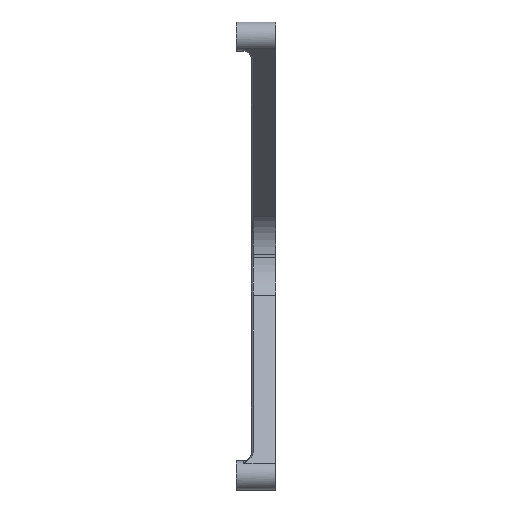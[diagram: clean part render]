
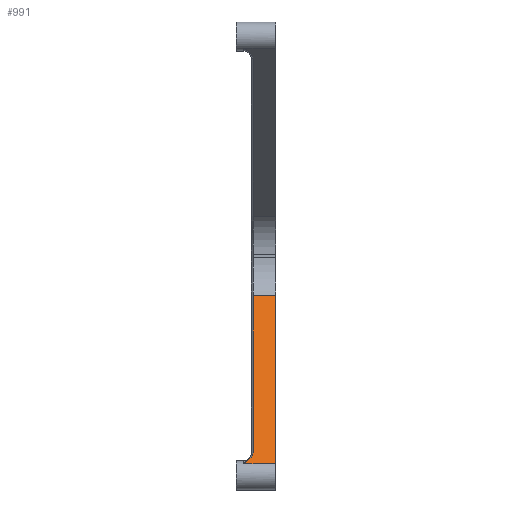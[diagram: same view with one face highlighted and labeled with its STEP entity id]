
A CAD part, left-side view. The second image highlights one B-rep face of the part: STEP entity #991.
In plain terms, the highlighted planar face has unit normal (-0.625, 0, 0.781).
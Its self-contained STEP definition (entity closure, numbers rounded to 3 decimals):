
#15 = CARTESIAN_POINT ( 'NONE',  ( -75.878, 5.482, -41.861 ) ) ;
#92 = DIRECTION ( 'NONE',  ( 0.781, 0., 0.625 ) ) ;
#180 = CARTESIAN_POINT ( 'NONE',  ( -33.753, 0., -8.161 ) ) ;
#197 = DIRECTION ( 'NONE',  ( -0.625, 0., 0.781 ) ) ;
#203 = CARTESIAN_POINT ( 'NONE',  ( -76.874, 4.6, -42.657 ) ) ;
#230 = CARTESIAN_POINT ( 'NONE',  ( -74.802, 4.77, -41. ) ) ;
#290 = CARTESIAN_POINT ( 'NONE',  ( -76.425, 6.015, -42.298 ) ) ;
#320 = VERTEX_POINT ( 'NONE', #1357 ) ;
#327 = CARTESIAN_POINT ( 'NONE',  ( -76.265, 5.85, -42.17 ) ) ;
#357 = CARTESIAN_POINT ( 'NONE',  ( -75.455, 5.141, -41.522 ) ) ;
#380 = CARTESIAN_POINT ( 'NONE',  ( -75.185, 4.964, -41.306 ) ) ;
#415 = EDGE_LOOP ( 'NONE', ( #3508, #2607, #1396, #2403, #591 ) ) ;
#501 = CARTESIAN_POINT ( 'NONE',  ( -76.874, -69.928, -42.657 ) ) ;
#538 = CARTESIAN_POINT ( 'NONE',  ( -76.874, 6.5, -42.657 ) ) ;
#591 = ORIENTED_EDGE ( 'NONE', *, *, #2132, .T. ) ;
#650 = CARTESIAN_POINT ( 'NONE',  ( -76.062, 5.651, -42.008 ) ) ;
#653 = LINE ( 'NONE', #4424, #4390 ) ;
#674 = CARTESIAN_POINT ( 'NONE',  ( -76.372, 5.96, -42.256 ) ) ;
#691 = CARTESIAN_POINT ( 'NONE',  ( -75.168, 4.954, -41.293 ) ) ;
#713 = CARTESIAN_POINT ( 'NONE',  ( -76.752, 6.366, -42.56 ) ) ;
#767 = VERTEX_POINT ( 'NONE', #180 ) ;
#814 = VECTOR ( 'NONE', #1089, 1000. ) ;
#895 = PLANE ( 'NONE',  #2194 ) ;
#952 = CARTESIAN_POINT ( 'NONE',  ( -74.784, 4.762, -40.986 ) ) ;
#976 = DIRECTION ( 'NONE',  ( -0.781, 0., -0.625 ) ) ;
#991 = ADVANCED_FACE ( 'NONE', ( #1209 ), #895, .T. ) ;
#1023 = CARTESIAN_POINT ( 'NONE',  ( -76.511, 6.106, -42.367 ) ) ;
#1029 = B_SPLINE_CURVE_WITH_KNOTS ( 'NONE', 3,
 ( #3869, #2019, #1656, #1294, #3167, #2777, #4270, #2095, #2412, #1319, #4293, #952, #230, #3192, #4677, #4007, #3662, #691, #380, #1408, #4356, #357, #2178, #2522, #4399, #1043, #3349, #4806, #1813, #15, #2566, #2230, #2547, #4375, #3714, #650, #3328, #2883, #1771, #2951, #1429, #327, #1862, #1473, #674, #4442, #4024, #290, #2909, #1023, #4046, #1082, #1063, #2501, #2163, #1790, #3307, #2866, #4784, #1451, #1102, #713, #3284, #2930 ),
 .UNSPECIFIED., .F., .F.,
 ( 4, 1, 1, 2, 2, 1, 1, 2, 2, 1, 1, 2, 2, 1, 1, 2, 2, 1, 1, 2, 2, 1, 2, 2, 1, 2, 2, 1, 1, 2, 2, 1, 1, 2, 2, 1, 1, 1, 1, 2, 2, 4 ),
 ( 0., 0.063, 0.094, 0.109, 0.125, 0.188, 0.219, 0.234, 0.25, 0.313, 0.344, 0.359, 0.375, 0.438, 0.469, 0.484, 0.5, 0.563, 0.594, 0.609, 0.625, 0.656, 0.672, 0.688, 0.719, 0.734, 0.75, 0.781, 0.797, 0.805, 0.813, 0.844, 0.859, 0.867, 0.875, 0.906, 0.922, 0.93, 0.934, 0.936, 0.938, 1. ),
 .UNSPECIFIED. ) ;
#1043 = CARTESIAN_POINT ( 'NONE',  ( -75.618, 5.263, -41.653 ) ) ;
#1063 = CARTESIAN_POINT ( 'NONE',  ( -76.553, 6.151, -42.401 ) ) ;
#1082 = CARTESIAN_POINT ( 'NONE',  ( -76.545, 6.143, -42.394 ) ) ;
#1089 = DIRECTION ( 'NONE',  ( 0., 1., 0. ) ) ;
#1102 = CARTESIAN_POINT ( 'NONE',  ( -76.716, 6.327, -42.531 ) ) ;
#1209 = FACE_OUTER_BOUND ( 'NONE', #415, .T. ) ;
#1281 = VECTOR ( 'NONE', #976, 1000. ) ;
#1294 = CARTESIAN_POINT ( 'NONE',  ( -74.296, 4.623, -40.595 ) ) ;
#1319 = CARTESIAN_POINT ( 'NONE',  ( -74.7, 4.73, -40.918 ) ) ;
#1343 = LINE ( 'NONE', #203, #1281 ) ;
#1357 = CARTESIAN_POINT ( 'NONE',  ( -76.874, 0., -42.657 ) ) ;
#1396 = ORIENTED_EDGE ( 'NONE', *, *, #2490, .F. ) ;
#1408 = CARTESIAN_POINT ( 'NONE',  ( -75.259, 5.008, -41.366 ) ) ;
#1429 = CARTESIAN_POINT ( 'NONE',  ( -76.226, 5.811, -42.139 ) ) ;
#1451 = CARTESIAN_POINT ( 'NONE',  ( -76.713, 6.324, -42.529 ) ) ;
#1459 = CARTESIAN_POINT ( 'NONE',  ( -76.874, -69.928, -42.657 ) ) ;
#1473 = CARTESIAN_POINT ( 'NONE',  ( -76.352, 5.939, -42.239 ) ) ;
#1565 = CARTESIAN_POINT ( 'NONE',  ( -33.753, -69.928, -8.161 ) ) ;
#1656 = CARTESIAN_POINT ( 'NONE',  ( -74.175, 4.606, -40.498 ) ) ;
#1771 = CARTESIAN_POINT ( 'NONE',  ( -76.183, 5.768, -42.105 ) ) ;
#1790 = CARTESIAN_POINT ( 'NONE',  ( -76.667, 6.274, -42.492 ) ) ;
#1813 = CARTESIAN_POINT ( 'NONE',  ( -75.849, 5.456, -41.837 ) ) ;
#1827 = EDGE_CURVE ( 'NONE', #3390, #3092, #1343, .T. ) ;
#1857 = EDGE_CURVE ( 'NONE', #3092, #2853, #1029, .T. ) ;
#1862 = CARTESIAN_POINT ( 'NONE',  ( -76.304, 5.89, -42.201 ) ) ;
#2019 = CARTESIAN_POINT ( 'NONE',  ( -74.073, 4.6, -40.417 ) ) ;
#2095 = CARTESIAN_POINT ( 'NONE',  ( -74.483, 4.661, -40.745 ) ) ;
#2132 = EDGE_CURVE ( 'NONE', #767, #3390, #3420, .T. ) ;
#2141 = DIRECTION ( 'NONE',  ( -0.781, 0., -0.625 ) ) ;
#2163 = CARTESIAN_POINT ( 'NONE',  ( -76.62, 6.223, -42.454 ) ) ;
#2178 = CARTESIAN_POINT ( 'NONE',  ( -75.501, 5.174, -41.559 ) ) ;
#2194 = AXIS2_PLACEMENT_3D ( 'NONE', #501, #197, #92 ) ;
#2230 = CARTESIAN_POINT ( 'NONE',  ( -75.935, 5.533, -41.906 ) ) ;
#2403 = ORIENTED_EDGE ( 'NONE', *, *, #2981, .F. ) ;
#2412 = CARTESIAN_POINT ( 'NONE',  ( -74.583, 4.689, -40.824 ) ) ;
#2490 = EDGE_CURVE ( 'NONE', #320, #2853, #4015, .T. ) ;
#2501 = CARTESIAN_POINT ( 'NONE',  ( -76.583, 6.183, -42.424 ) ) ;
#2522 = CARTESIAN_POINT ( 'NONE',  ( -75.531, 5.197, -41.583 ) ) ;
#2547 = CARTESIAN_POINT ( 'NONE',  ( -75.976, 5.57, -41.939 ) ) ;
#2566 = CARTESIAN_POINT ( 'NONE',  ( -75.894, 5.496, -41.874 ) ) ;
#2607 = ORIENTED_EDGE ( 'NONE', *, *, #1857, .T. ) ;
#2777 = CARTESIAN_POINT ( 'NONE',  ( -74.382, 4.639, -40.664 ) ) ;
#2853 = VERTEX_POINT ( 'NONE', #538 ) ;
#2866 = CARTESIAN_POINT ( 'NONE',  ( -76.704, 6.315, -42.522 ) ) ;
#2883 = CARTESIAN_POINT ( 'NONE',  ( -76.142, 5.728, -42.072 ) ) ;
#2909 = CARTESIAN_POINT ( 'NONE',  ( -76.463, 6.056, -42.329 ) ) ;
#2930 = CARTESIAN_POINT ( 'NONE',  ( -76.874, 6.5, -42.657 ) ) ;
#2951 = CARTESIAN_POINT ( 'NONE',  ( -76.211, 5.796, -42.127 ) ) ;
#2981 = EDGE_CURVE ( 'NONE', #767, #320, #653, .T. ) ;
#3092 = VERTEX_POINT ( 'NONE', #4291 ) ;
#3167 = CARTESIAN_POINT ( 'NONE',  ( -74.348, 4.632, -40.636 ) ) ;
#3192 = CARTESIAN_POINT ( 'NONE',  ( -74.881, 4.803, -41.063 ) ) ;
#3284 = CARTESIAN_POINT ( 'NONE',  ( -76.804, 6.423, -42.601 ) ) ;
#3307 = CARTESIAN_POINT ( 'NONE',  ( -76.692, 6.301, -42.512 ) ) ;
#3328 = CARTESIAN_POINT ( 'NONE',  ( -76.102, 5.689, -42.039 ) ) ;
#3349 = CARTESIAN_POINT ( 'NONE',  ( -75.703, 5.331, -41.721 ) ) ;
#3390 = VERTEX_POINT ( 'NONE', #4800 ) ;
#3420 = LINE ( 'NONE', #1565, #4470 ) ;
#3508 = ORIENTED_EDGE ( 'NONE', *, *, #1827, .T. ) ;
#3662 = CARTESIAN_POINT ( 'NONE',  ( -75.136, 4.935, -41.267 ) ) ;
#3714 = CARTESIAN_POINT ( 'NONE',  ( -76.047, 5.636, -41.995 ) ) ;
#3869 = CARTESIAN_POINT ( 'NONE',  ( -74.006, 4.6, -40.363 ) ) ;
#4007 = CARTESIAN_POINT ( 'NONE',  ( -75.088, 4.907, -41.228 ) ) ;
#4015 = LINE ( 'NONE', #1459, #814 ) ;
#4024 = CARTESIAN_POINT ( 'NONE',  ( -76.394, 5.983, -42.273 ) ) ;
#4046 = CARTESIAN_POINT ( 'NONE',  ( -76.531, 6.128, -42.383 ) ) ;
#4270 = CARTESIAN_POINT ( 'NONE',  ( -74.401, 4.643, -40.679 ) ) ;
#4291 = CARTESIAN_POINT ( 'NONE',  ( -74.006, 4.6, -40.363 ) ) ;
#4293 = CARTESIAN_POINT ( 'NONE',  ( -74.751, 4.749, -40.959 ) ) ;
#4356 = CARTESIAN_POINT ( 'NONE',  ( -75.349, 5.066, -41.437 ) ) ;
#4375 = CARTESIAN_POINT ( 'NONE',  ( -76.018, 5.61, -41.973 ) ) ;
#4390 = VECTOR ( 'NONE', #2141, 1000. ) ;
#4399 = CARTESIAN_POINT ( 'NONE',  ( -75.548, 5.209, -41.596 ) ) ;
#4424 = CARTESIAN_POINT ( 'NONE',  ( -76.874, 0., -42.657 ) ) ;
#4442 = CARTESIAN_POINT ( 'NONE',  ( -76.386, 5.975, -42.267 ) ) ;
#4470 = VECTOR ( 'NONE', #4536, 1000. ) ;
#4536 = DIRECTION ( 'NONE',  ( 0., 1., 0. ) ) ;
#4677 = CARTESIAN_POINT ( 'NONE',  ( -74.976, 4.848, -41.139 ) ) ;
#4784 = CARTESIAN_POINT ( 'NONE',  ( -76.71, 6.32, -42.526 ) ) ;
#4800 = CARTESIAN_POINT ( 'NONE',  ( -33.753, 4.6, -8.161 ) ) ;
#4806 = CARTESIAN_POINT ( 'NONE',  ( -75.805, 5.417, -41.802 ) ) ;
